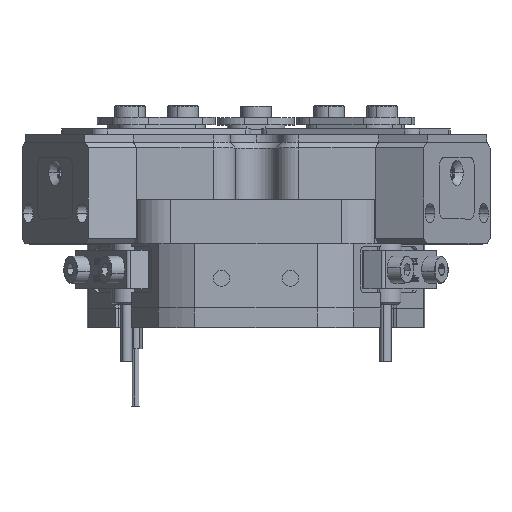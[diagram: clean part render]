
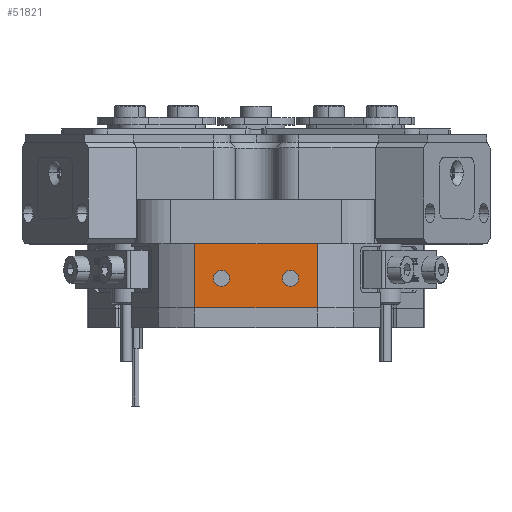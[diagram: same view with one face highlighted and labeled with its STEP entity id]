
A CAD part, top view. The second image highlights one B-rep face of the part: STEP entity #51821.
In plain terms, the highlighted planar face has unit normal (0, 0, 1).
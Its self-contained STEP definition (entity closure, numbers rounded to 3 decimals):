
#282 = DIRECTION ( 'NONE',  ( 0., -1., 0. ) ) ;
#1926 = CARTESIAN_POINT ( 'NONE',  ( -9., 7.7, 41. ) ) ;
#2214 = LINE ( 'NONE', #48488, #53812 ) ;
#2358 = DIRECTION ( 'NONE',  ( 1., 0., 0. ) ) ;
#2981 = EDGE_LOOP ( 'NONE', ( #4190, #53605, #46294, #18212 ) ) ;
#3019 = CIRCLE ( 'NONE', #31741, 2.1 ) ;
#4190 = ORIENTED_EDGE ( 'NONE', *, *, #55928, .T. ) ;
#4736 = EDGE_CURVE ( 'NONE', #7452, #43181, #62887, .T. ) ;
#5570 = CARTESIAN_POINT ( 'NONE',  ( 9., 7.7, 41. ) ) ;
#6218 = CIRCLE ( 'NONE', #11219, 2.1 ) ;
#7452 = VERTEX_POINT ( 'NONE', #28081 ) ;
#8149 = CARTESIAN_POINT ( 'NONE',  ( 15.969, 16.7, 41. ) ) ;
#10956 = CARTESIAN_POINT ( 'NONE',  ( -15.969, 16.7, 41. ) ) ;
#11219 = AXIS2_PLACEMENT_3D ( 'NONE', #45158, #15156, #50136 ) ;
#11342 = PLANE ( 'NONE',  #19802 ) ;
#11769 = DIRECTION ( 'NONE',  ( 0., 0., 1. ) ) ;
#12652 = CARTESIAN_POINT ( 'NONE',  ( -15.969, 0., 41. ) ) ;
#14581 = FACE_BOUND ( 'NONE', #41835, .T. ) ;
#15156 = DIRECTION ( 'NONE',  ( 0., 0., 1. ) ) ;
#17098 = CARTESIAN_POINT ( 'NONE',  ( 15.969, 16.7, 41. ) ) ;
#17228 = VECTOR ( 'NONE', #21893, 1000. ) ;
#17317 = DIRECTION ( 'NONE',  ( 0., 1., 0. ) ) ;
#17436 = EDGE_CURVE ( 'NONE', #62049, #22733, #6218, .T. ) ;
#18212 = ORIENTED_EDGE ( 'NONE', *, *, #25717, .T. ) ;
#18427 = EDGE_CURVE ( 'NONE', #52858, #39307, #2214, .T. ) ;
#19802 = AXIS2_PLACEMENT_3D ( 'NONE', #51342, #11769, #31262 ) ;
#21650 = FACE_BOUND ( 'NONE', #50264, .T. ) ;
#21893 = DIRECTION ( 'NONE',  ( -1., 0., 0. ) ) ;
#22045 = DIRECTION ( 'NONE',  ( 0., 0., 1. ) ) ;
#22733 = VERTEX_POINT ( 'NONE', #37485 ) ;
#24311 = CARTESIAN_POINT ( 'NONE',  ( -6.9, 7.7, 41. ) ) ;
#24394 = AXIS2_PLACEMENT_3D ( 'NONE', #5570, #45988, #56223 ) ;
#25717 = EDGE_CURVE ( 'NONE', #56157, #52591, #50082, .T. ) ;
#26571 = ORIENTED_EDGE ( 'NONE', *, *, #52697, .F. ) ;
#26892 = ORIENTED_EDGE ( 'NONE', *, *, #4736, .F. ) ;
#27289 = CARTESIAN_POINT ( 'NONE',  ( -9., 7.7, 41. ) ) ;
#28081 = CARTESIAN_POINT ( 'NONE',  ( -11.1, 7.7, 41. ) ) ;
#30112 = AXIS2_PLACEMENT_3D ( 'NONE', #1926, #22045, #2358 ) ;
#31262 = DIRECTION ( 'NONE',  ( 1., 0., 0. ) ) ;
#31741 = AXIS2_PLACEMENT_3D ( 'NONE', #27289, #42398, #63082 ) ;
#32169 = LINE ( 'NONE', #10956, #43949 ) ;
#33083 = LINE ( 'NONE', #17098, #41709 ) ;
#36568 = ORIENTED_EDGE ( 'NONE', *, *, #47525, .F. ) ;
#36592 = CARTESIAN_POINT ( 'NONE',  ( 15.969, 0., 41. ) ) ;
#37485 = CARTESIAN_POINT ( 'NONE',  ( 6.9, 7.7, 41. ) ) ;
#38441 = DIRECTION ( 'NONE',  ( -1., 0., 0. ) ) ;
#39307 = VERTEX_POINT ( 'NONE', #12652 ) ;
#39686 = CARTESIAN_POINT ( 'NONE',  ( -15.969, 16.7, 41. ) ) ;
#41709 = VECTOR ( 'NONE', #17317, 1000. ) ;
#41835 = EDGE_LOOP ( 'NONE', ( #41848, #26571 ) ) ;
#41848 = ORIENTED_EDGE ( 'NONE', *, *, #17436, .F. ) ;
#41922 = CIRCLE ( 'NONE', #24394, 2.1 ) ;
#42398 = DIRECTION ( 'NONE',  ( 0., 0., 1. ) ) ;
#43181 = VERTEX_POINT ( 'NONE', #24311 ) ;
#43949 = VECTOR ( 'NONE', #282, 1000. ) ;
#45158 = CARTESIAN_POINT ( 'NONE',  ( 9., 7.7, 41. ) ) ;
#45988 = DIRECTION ( 'NONE',  ( 0., 0., 1. ) ) ;
#46294 = ORIENTED_EDGE ( 'NONE', *, *, #61282, .T. ) ;
#47525 = EDGE_CURVE ( 'NONE', #43181, #7452, #3019, .T. ) ;
#48028 = CARTESIAN_POINT ( 'NONE',  ( 11.1, 7.7, 41. ) ) ;
#48488 = CARTESIAN_POINT ( 'NONE',  ( -71.014, 0., 41. ) ) ;
#50082 = LINE ( 'NONE', #62482, #17228 ) ;
#50136 = DIRECTION ( 'NONE',  ( 1., 0., 0. ) ) ;
#50264 = EDGE_LOOP ( 'NONE', ( #36568, #26892 ) ) ;
#51342 = CARTESIAN_POINT ( 'NONE',  ( -71.014, 276.72, 41. ) ) ;
#51821 = ADVANCED_FACE ( 'NONE', ( #21650, #14581, #59182 ), #11342, .T. ) ;
#52591 = VERTEX_POINT ( 'NONE', #39686 ) ;
#52697 = EDGE_CURVE ( 'NONE', #22733, #62049, #41922, .T. ) ;
#52858 = VERTEX_POINT ( 'NONE', #36592 ) ;
#53605 = ORIENTED_EDGE ( 'NONE', *, *, #18427, .F. ) ;
#53812 = VECTOR ( 'NONE', #38441, 1000. ) ;
#55928 = EDGE_CURVE ( 'NONE', #52591, #39307, #32169, .T. ) ;
#56157 = VERTEX_POINT ( 'NONE', #8149 ) ;
#56223 = DIRECTION ( 'NONE',  ( 1., 0., 0. ) ) ;
#59182 = FACE_OUTER_BOUND ( 'NONE', #2981, .T. ) ;
#61282 = EDGE_CURVE ( 'NONE', #52858, #56157, #33083, .T. ) ;
#62049 = VERTEX_POINT ( 'NONE', #48028 ) ;
#62482 = CARTESIAN_POINT ( 'NONE',  ( -71.014, 16.7, 41. ) ) ;
#62887 = CIRCLE ( 'NONE', #30112, 2.1 ) ;
#63082 = DIRECTION ( 'NONE',  ( 1., 0., 0. ) ) ;
